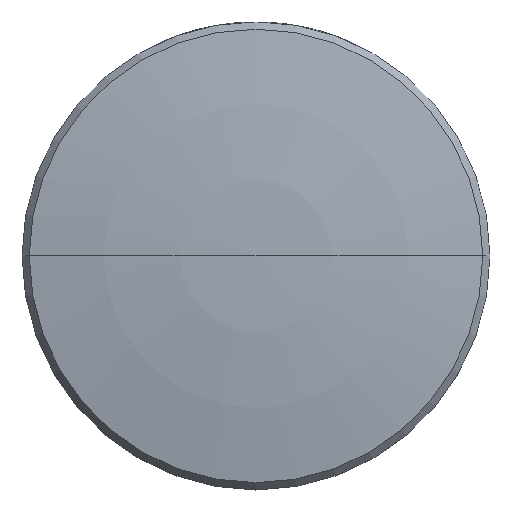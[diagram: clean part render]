
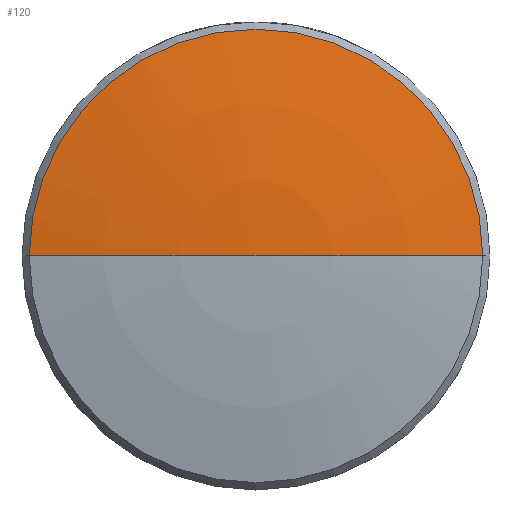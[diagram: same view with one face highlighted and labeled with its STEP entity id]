
A CAD part, top view. The second image highlights one B-rep face of the part: STEP entity #120.
In plain terms, the highlighted toroidal (fillet/blend) face has major radius 0.004 mm and minor radius 34.51 mm.
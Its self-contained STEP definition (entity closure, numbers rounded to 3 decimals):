
#18 = AXIS2_PLACEMENT_3D ( 'NONE', #1169, #600, #29 ) ;
#29 = DIRECTION ( 'NONE',  ( 1., 0., 0. ) ) ;
#37 = CIRCLE ( 'NONE', #1216, 34.51 ) ;
#39 = AXIS2_PLACEMENT_3D ( 'NONE', #91, #525, #1119 ) ;
#46 = CARTESIAN_POINT ( 'NONE',  ( 0., 0., 1.195 ) ) ;
#70 = EDGE_CURVE ( 'NONE', #904, #1215, #725, .T. ) ;
#91 = CARTESIAN_POINT ( 'NONE',  ( 0.004, 0., -33.315 ) ) ;
#120 = ADVANCED_FACE ( 'NONE', ( #635 ), #884, .T. ) ;
#259 = CARTESIAN_POINT ( 'NONE',  ( 6.154, 0., 0.641 ) ) ;
#300 = ORIENTED_EDGE ( 'NONE', *, *, #1107, .T. ) ;
#445 = DIRECTION ( 'NONE',  ( 0., 0., 1. ) ) ;
#501 = EDGE_LOOP ( 'NONE', ( #656, #300, #676 ) ) ;
#525 = DIRECTION ( 'NONE',  ( 0., 1., 0. ) ) ;
#570 = EDGE_CURVE ( 'NONE', #904, #581, #37, .T. ) ;
#581 = VERTEX_POINT ( 'NONE', #46 ) ;
#600 = DIRECTION ( 'NONE',  ( 0., 0., 1. ) ) ;
#635 = FACE_OUTER_BOUND ( 'NONE', #501, .T. ) ;
#637 = DIRECTION ( 'NONE',  ( 0., -1., 0. ) ) ;
#656 = ORIENTED_EDGE ( 'NONE', *, *, #70, .T. ) ;
#676 = ORIENTED_EDGE ( 'NONE', *, *, #570, .F. ) ;
#725 = CIRCLE ( 'NONE', #928, 6.154 ) ;
#750 = CARTESIAN_POINT ( 'NONE',  ( -0.004, 0., -33.315 ) ) ;
#755 = DIRECTION ( 'NONE',  ( 0., 0., -1. ) ) ;
#818 = CARTESIAN_POINT ( 'NONE',  ( 0., 0., 0.641 ) ) ;
#884 = TOROIDAL_SURFACE ( 'NONE', #18, -0.004, 34.51 ) ;
#902 = CIRCLE ( 'NONE', #39, 34.51 ) ;
#904 = VERTEX_POINT ( 'NONE', #259 ) ;
#928 = AXIS2_PLACEMENT_3D ( 'NONE', #818, #445, #1414 ) ;
#1107 = EDGE_CURVE ( 'NONE', #1215, #581, #902, .T. ) ;
#1119 = DIRECTION ( 'NONE',  ( -1., 0., 0. ) ) ;
#1169 = CARTESIAN_POINT ( 'NONE',  ( 0., 0., -33.315 ) ) ;
#1215 = VERTEX_POINT ( 'NONE', #1375 ) ;
#1216 = AXIS2_PLACEMENT_3D ( 'NONE', #750, #637, #755 ) ;
#1375 = CARTESIAN_POINT ( 'NONE',  ( -6.154, 0., 0.641 ) ) ;
#1414 = DIRECTION ( 'NONE',  ( -1., 0., 0. ) ) ;
